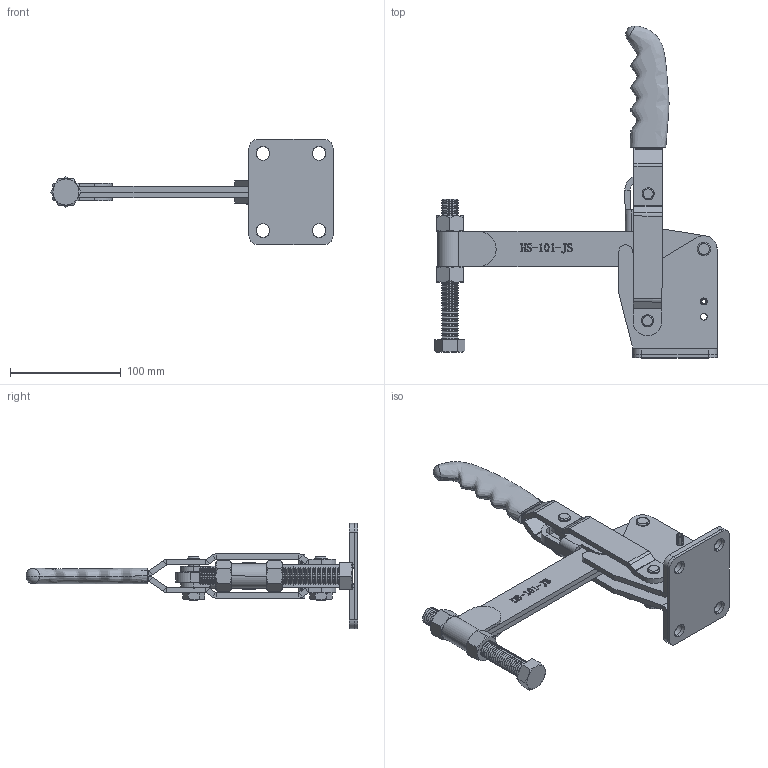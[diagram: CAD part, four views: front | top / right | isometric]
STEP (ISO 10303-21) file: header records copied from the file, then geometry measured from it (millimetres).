
FILE_DESCRIPTION (( 'STEP AP203' ), '1' );
FILE_NAME ('HS-101-JS.STEP', '2019-07-24T12:03:14', ( '微软用户' ), ( '微软中国' ), 'SwSTEP 2.0', 'SolidWorks 2012', '' );
FILE_SCHEMA (( 'CONFIG_CONTROL_DESIGN' ));
Length unit declared in the file: millimetre
Products named in the file (19): HS-101-JS; heavy hex jam nut_ai_HHJNUT 0.3750-16-D-N; hex bolt_ai_HBOLT 0.6250-11x5x5-S; hex nut_ai_HNUT 0.6250-11-D-N; 101-J-08; 階杶; 粟俶种; 101-Jす菁; 傻种; 眻忒梟蚾饜极; 忒梟; 忒參; 妗陑揤參蚾饜极; 妗陑揤參; 標; 蟀裝; 楊擘菁釱衵; 楊擘菁釱酘
Assembly tree (23 placements, depth 3):
  HS-101-JS
    楊擘菁釱酘
    楊擘菁釱衵
    蟀裝
    妗陑揤參蚾饜极
      標
      妗陑揤參
      妗陑揤參
    眻忒梟蚾饜极
      忒參
      忒梟  x2
    傻种  x2
    101-Jす菁
    粟俶种
    階杶
    101-J-08  x2
    hex nut_ai_HNUT 0.6250-11-D-N  x2
    hex bolt_ai_HBOLT 0.6250-11x5x5-S
    heavy hex jam nut_ai_HHJNUT 0.3750-16-D-N  x2
Bounding box: 255.32 x 300.33 x 95.2 mm (x, y, z)
Volume: 358805.9 mm3; surface area: 172773.2 mm2
Topology: 23 solids, 23 shells, 1209 faces, 3024 edges, 1895 vertices
Faces by surface type: plane 461, cone 300, cylinder 297, bspline 130, torus 19, sphere 2
Entity records: 43846 total; most frequent: CARTESIAN_POINT 15914, ORIENTED_EDGE 5464, DIRECTION 5271, EDGE_CURVE 2732, AXIS2_PLACEMENT_3D 1894, VERTEX_POINT 1731, VECTOR 1483, LINE 1483
